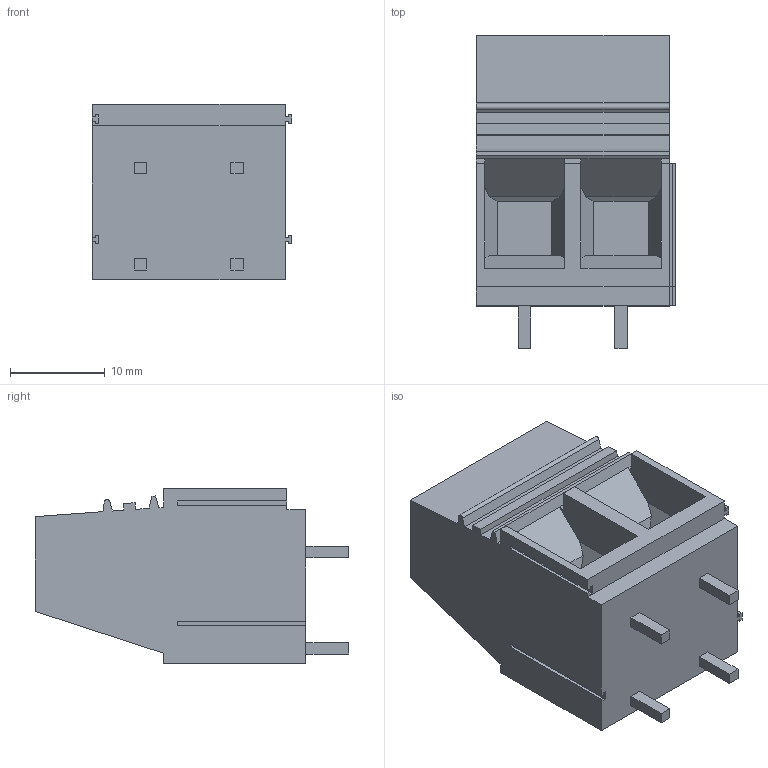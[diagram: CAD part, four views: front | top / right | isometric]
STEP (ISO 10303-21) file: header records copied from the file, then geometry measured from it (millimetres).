
FILE_DESCRIPTION((''),'2;1');
FILE_NAME('C-1-1986660-2','2015-08-28T',('workeradm'),('Tyco Electronics Ltd.'),'PRO/ENGINEER BY PARAMETRIC TECHNOLOGY CORPORATION, 2014090','PRO/ENGINEER BY PARAMETRIC TECHNOLOGY CORPORATION, 2014090','');
FILE_SCHEMA(('AUTOMOTIVE_DESIGN { 1 0 10303 214 1 1 1 1 }'));
Length unit declared in the file: millimetre
Products named in the file (1): C-1-1986660-2
Bounding box: 20.98 x 33 x 18.48 mm (x, y, z)
Volume: 7202.3 mm3; surface area: 4044.9 mm2
Topology: 1 solids, 1 shells, 173 faces, 457 edges, 298 vertices
Faces by surface type: plane 156, cylinder 13, torus 4
Entity records: 5421 total; most frequent: CARTESIAN_POINT 930, ORIENTED_EDGE 914, DIRECTION 837, EDGE_CURVE 457, VECTOR 423, LINE 423, VERTEX_POINT 298, AXIS2_PLACEMENT_3D 207
